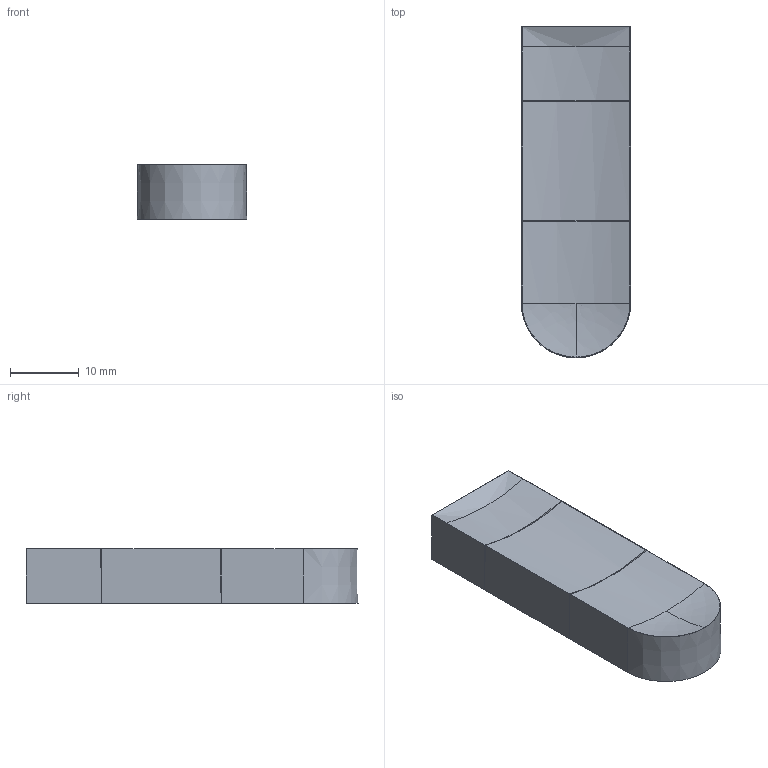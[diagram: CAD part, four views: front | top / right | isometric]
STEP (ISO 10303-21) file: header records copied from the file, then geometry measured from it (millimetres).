
FILE_DESCRIPTION(/* description */ (''),/* implementation_level */ '2;1');
FILE_NAME(/* name */ '_model1.stp',/* time_stamp */ '2017-09-09T12:09:23+08:00',/* author */ (''),/* organization */ (''),/* preprocessor_version */ 'ST-DEVELOPER v14',/* originating_system */ 'SIEMENS PLM Software NX 8.0',/* authorisation */ '');
FILE_SCHEMA (('AP203_CONFIGURATION_CONTROLLED_3D_DESIGN_OF_MECHANICAL_PARTS_AND_ASSEMBLIES_MIM_LF { 1 0 10303 403 2 1 2}'));
Length unit declared in the file: millimetre
Products named in the file (1): Admi34507334zv18
Bounding box: 15.99 x 48.46 x 7.92 mm (x, y, z)
Volume: 1992.4 mm3; surface area: 3746.5 mm2
Topology: 3 solids, 3 shells, 75 faces, 199 edges, 132 vertices
Faces by surface type: plane 67, cylinder 3, bspline 3, cone 2
Entity records: 2398 total; most frequent: CARTESIAN_POINT 462, ORIENTED_EDGE 394, DIRECTION 350, EDGE_CURVE 197, LINE 180, VECTOR 180, VERTEX_POINT 132, AXIS2_PLACEMENT_3D 85
